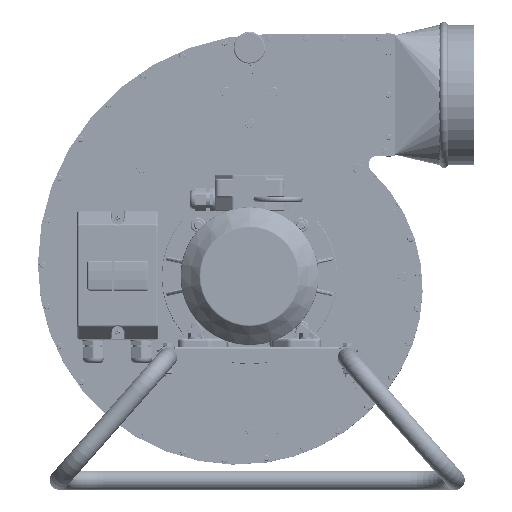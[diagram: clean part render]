
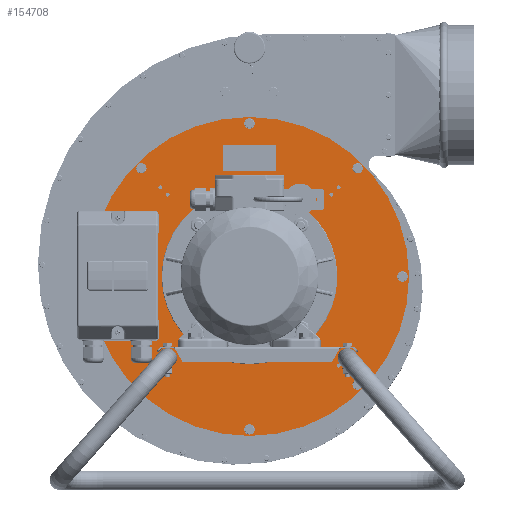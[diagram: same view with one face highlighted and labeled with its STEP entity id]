
A CAD part, top view. The second image highlights one B-rep face of the part: STEP entity #154708.
In plain terms, the highlighted planar face has unit normal (0, 0, 1).
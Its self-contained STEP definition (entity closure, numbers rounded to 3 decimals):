
#5896=FACE_BOUND('',#21423,.T.);
#5897=FACE_BOUND('',#21424,.T.);
#5898=FACE_BOUND('',#21425,.T.);
#5899=FACE_BOUND('',#21426,.T.);
#5900=FACE_BOUND('',#21427,.T.);
#5901=FACE_BOUND('',#21428,.T.);
#5902=FACE_BOUND('',#21429,.T.);
#5903=FACE_BOUND('',#21430,.T.);
#5904=FACE_BOUND('',#21431,.T.);
#5905=FACE_BOUND('',#21432,.T.);
#5906=FACE_BOUND('',#21433,.T.);
#5907=FACE_BOUND('',#21434,.T.);
#5908=FACE_BOUND('',#21435,.T.);
#5909=FACE_BOUND('',#21436,.T.);
#5910=FACE_BOUND('',#21437,.T.);
#5911=FACE_BOUND('',#21438,.T.);
#5912=FACE_BOUND('',#21439,.T.);
#5913=FACE_BOUND('',#21440,.T.);
#5914=FACE_BOUND('',#21441,.T.);
#5915=FACE_BOUND('',#21442,.T.);
#5916=FACE_BOUND('',#21443,.T.);
#7376=PLANE('',#163979);
#12433=FACE_OUTER_BOUND('',#21422,.T.);
#21422=EDGE_LOOP('',(#99457));
#21423=EDGE_LOOP('',(#99458));
#21424=EDGE_LOOP('',(#99459));
#21425=EDGE_LOOP('',(#99460));
#21426=EDGE_LOOP('',(#99461));
#21427=EDGE_LOOP('',(#99462));
#21428=EDGE_LOOP('',(#99463));
#21429=EDGE_LOOP('',(#99464));
#21430=EDGE_LOOP('',(#99465));
#21431=EDGE_LOOP('',(#99466));
#21432=EDGE_LOOP('',(#99467));
#21433=EDGE_LOOP('',(#99468));
#21434=EDGE_LOOP('',(#99469));
#21435=EDGE_LOOP('',(#99470));
#21436=EDGE_LOOP('',(#99471));
#21437=EDGE_LOOP('',(#99472));
#21438=EDGE_LOOP('',(#99473));
#21439=EDGE_LOOP('',(#99474));
#21440=EDGE_LOOP('',(#99475));
#21441=EDGE_LOOP('',(#99476));
#21442=EDGE_LOOP('',(#99477));
#21443=EDGE_LOOP('',(#99478));
#57225=CIRCLE('',#163914,2.15);
#57227=CIRCLE('',#163917,2.15);
#57229=CIRCLE('',#163920,2.15);
#57231=CIRCLE('',#163923,2.15);
#57233=CIRCLE('',#163926,2.15);
#57235=CIRCLE('',#163929,2.15);
#57237=CIRCLE('',#163932,2.15);
#57239=CIRCLE('',#163935,2.15);
#57241=CIRCLE('',#163938,3.25);
#57243=CIRCLE('',#163941,3.25);
#57245=CIRCLE('',#163944,3.25);
#57247=CIRCLE('',#163947,3.25);
#57249=CIRCLE('',#163950,3.25);
#57251=CIRCLE('',#163953,3.25);
#57253=CIRCLE('',#163956,3.25);
#57255=CIRCLE('',#163959,3.25);
#57257=CIRCLE('',#163962,5.5);
#57259=CIRCLE('',#163965,5.5);
#57261=CIRCLE('',#163968,5.5);
#57263=CIRCLE('',#163971,5.5);
#57265=CIRCLE('',#163974,65.25);
#57268=CIRCLE('',#163978,181.5);
#62972=VERTEX_POINT('',#218349);
#62974=VERTEX_POINT('',#218355);
#62976=VERTEX_POINT('',#218361);
#62978=VERTEX_POINT('',#218367);
#62980=VERTEX_POINT('',#218373);
#62982=VERTEX_POINT('',#218379);
#62984=VERTEX_POINT('',#218385);
#62986=VERTEX_POINT('',#218391);
#62988=VERTEX_POINT('',#218397);
#62990=VERTEX_POINT('',#218403);
#62992=VERTEX_POINT('',#218409);
#62994=VERTEX_POINT('',#218415);
#62996=VERTEX_POINT('',#218421);
#62998=VERTEX_POINT('',#218427);
#63000=VERTEX_POINT('',#218433);
#63002=VERTEX_POINT('',#218439);
#63004=VERTEX_POINT('',#218445);
#63006=VERTEX_POINT('',#218451);
#63008=VERTEX_POINT('',#218457);
#63010=VERTEX_POINT('',#218463);
#63012=VERTEX_POINT('',#218469);
#63015=VERTEX_POINT('',#218477);
#77282=EDGE_CURVE('',#62972,#62972,#57225,.T.);
#77285=EDGE_CURVE('',#62974,#62974,#57227,.T.);
#77288=EDGE_CURVE('',#62976,#62976,#57229,.T.);
#77291=EDGE_CURVE('',#62978,#62978,#57231,.T.);
#77294=EDGE_CURVE('',#62980,#62980,#57233,.T.);
#77297=EDGE_CURVE('',#62982,#62982,#57235,.T.);
#77300=EDGE_CURVE('',#62984,#62984,#57237,.T.);
#77303=EDGE_CURVE('',#62986,#62986,#57239,.T.);
#77306=EDGE_CURVE('',#62988,#62988,#57241,.T.);
#77309=EDGE_CURVE('',#62990,#62990,#57243,.T.);
#77312=EDGE_CURVE('',#62992,#62992,#57245,.T.);
#77315=EDGE_CURVE('',#62994,#62994,#57247,.T.);
#77318=EDGE_CURVE('',#62996,#62996,#57249,.T.);
#77321=EDGE_CURVE('',#62998,#62998,#57251,.T.);
#77324=EDGE_CURVE('',#63000,#63000,#57253,.T.);
#77327=EDGE_CURVE('',#63002,#63002,#57255,.T.);
#77330=EDGE_CURVE('',#63004,#63004,#57257,.T.);
#77333=EDGE_CURVE('',#63006,#63006,#57259,.T.);
#77336=EDGE_CURVE('',#63008,#63008,#57261,.T.);
#77339=EDGE_CURVE('',#63010,#63010,#57263,.T.);
#77342=EDGE_CURVE('',#63012,#63012,#57265,.T.);
#77347=EDGE_CURVE('',#63015,#63015,#57268,.T.);
#99457=ORIENTED_EDGE('',*,*,#77347,.F.);
#99458=ORIENTED_EDGE('',*,*,#77282,.T.);
#99459=ORIENTED_EDGE('',*,*,#77285,.T.);
#99460=ORIENTED_EDGE('',*,*,#77288,.T.);
#99461=ORIENTED_EDGE('',*,*,#77291,.T.);
#99462=ORIENTED_EDGE('',*,*,#77294,.T.);
#99463=ORIENTED_EDGE('',*,*,#77297,.T.);
#99464=ORIENTED_EDGE('',*,*,#77300,.T.);
#99465=ORIENTED_EDGE('',*,*,#77303,.T.);
#99466=ORIENTED_EDGE('',*,*,#77306,.T.);
#99467=ORIENTED_EDGE('',*,*,#77309,.T.);
#99468=ORIENTED_EDGE('',*,*,#77312,.T.);
#99469=ORIENTED_EDGE('',*,*,#77315,.T.);
#99470=ORIENTED_EDGE('',*,*,#77318,.T.);
#99471=ORIENTED_EDGE('',*,*,#77321,.T.);
#99472=ORIENTED_EDGE('',*,*,#77324,.T.);
#99473=ORIENTED_EDGE('',*,*,#77327,.T.);
#99474=ORIENTED_EDGE('',*,*,#77330,.T.);
#99475=ORIENTED_EDGE('',*,*,#77333,.T.);
#99476=ORIENTED_EDGE('',*,*,#77336,.T.);
#99477=ORIENTED_EDGE('',*,*,#77339,.T.);
#99478=ORIENTED_EDGE('',*,*,#77342,.T.);
#154708=ADVANCED_FACE('',(#12433,#5896,#5897,#5898,#5899,#5900,#5901,#5902,
#5903,#5904,#5905,#5906,#5907,#5908,#5909,#5910,#5911,#5912,#5913,#5914,
#5915,#5916),#7376,.F.);
#163914=AXIS2_PLACEMENT_3D('',#218350,#177835,#177836);
#163917=AXIS2_PLACEMENT_3D('',#218356,#177842,#177843);
#163920=AXIS2_PLACEMENT_3D('',#218362,#177849,#177850);
#163923=AXIS2_PLACEMENT_3D('',#218368,#177856,#177857);
#163926=AXIS2_PLACEMENT_3D('',#218374,#177863,#177864);
#163929=AXIS2_PLACEMENT_3D('',#218380,#177870,#177871);
#163932=AXIS2_PLACEMENT_3D('',#218386,#177877,#177878);
#163935=AXIS2_PLACEMENT_3D('',#218392,#177884,#177885);
#163938=AXIS2_PLACEMENT_3D('',#218398,#177891,#177892);
#163941=AXIS2_PLACEMENT_3D('',#218404,#177898,#177899);
#163944=AXIS2_PLACEMENT_3D('',#218410,#177905,#177906);
#163947=AXIS2_PLACEMENT_3D('',#218416,#177912,#177913);
#163950=AXIS2_PLACEMENT_3D('',#218422,#177919,#177920);
#163953=AXIS2_PLACEMENT_3D('',#218428,#177926,#177927);
#163956=AXIS2_PLACEMENT_3D('',#218434,#177933,#177934);
#163959=AXIS2_PLACEMENT_3D('',#218440,#177940,#177941);
#163962=AXIS2_PLACEMENT_3D('',#218446,#177947,#177948);
#163965=AXIS2_PLACEMENT_3D('',#218452,#177954,#177955);
#163968=AXIS2_PLACEMENT_3D('',#218458,#177961,#177962);
#163971=AXIS2_PLACEMENT_3D('',#218464,#177968,#177969);
#163974=AXIS2_PLACEMENT_3D('',#218470,#177975,#177976);
#163978=AXIS2_PLACEMENT_3D('',#218479,#177985,#177986);
#163979=AXIS2_PLACEMENT_3D('',#218480,#177987,#177988);
#177835=DIRECTION('center_axis',(0.,0.,-1.));
#177836=DIRECTION('ref_axis',(0.,1.,0.));
#177842=DIRECTION('center_axis',(0.,0.,-1.));
#177843=DIRECTION('ref_axis',(0.,1.,0.));
#177849=DIRECTION('center_axis',(0.,0.,-1.));
#177850=DIRECTION('ref_axis',(-1.,0.,0.));
#177856=DIRECTION('center_axis',(0.,0.,-1.));
#177857=DIRECTION('ref_axis',(-1.,0.,0.));
#177863=DIRECTION('center_axis',(0.,0.,-1.));
#177864=DIRECTION('ref_axis',(0.,-1.,0.));
#177870=DIRECTION('center_axis',(0.,0.,-1.));
#177871=DIRECTION('ref_axis',(0.,-1.,0.));
#177877=DIRECTION('center_axis',(0.,0.,-1.));
#177878=DIRECTION('ref_axis',(1.,0.,0.));
#177884=DIRECTION('center_axis',(0.,0.,-1.));
#177885=DIRECTION('ref_axis',(1.,0.,0.));
#177891=DIRECTION('center_axis',(0.,0.,-1.));
#177892=DIRECTION('ref_axis',(1.,0.,0.));
#177898=DIRECTION('center_axis',(0.,0.,-1.));
#177899=DIRECTION('ref_axis',(1.,0.,0.));
#177905=DIRECTION('center_axis',(0.,0.,-1.));
#177906=DIRECTION('ref_axis',(1.,0.,0.));
#177912=DIRECTION('center_axis',(0.,0.,-1.));
#177913=DIRECTION('ref_axis',(1.,0.,0.));
#177919=DIRECTION('center_axis',(0.,0.,-1.));
#177920=DIRECTION('ref_axis',(1.,0.,0.));
#177926=DIRECTION('center_axis',(0.,0.,-1.));
#177927=DIRECTION('ref_axis',(1.,0.,0.));
#177933=DIRECTION('center_axis',(0.,0.,-1.));
#177934=DIRECTION('ref_axis',(1.,0.,0.));
#177940=DIRECTION('center_axis',(0.,0.,-1.));
#177941=DIRECTION('ref_axis',(1.,0.,0.));
#177947=DIRECTION('center_axis',(0.,0.,-1.));
#177948=DIRECTION('ref_axis',(1.,0.,0.));
#177954=DIRECTION('center_axis',(0.,0.,-1.));
#177955=DIRECTION('ref_axis',(1.,0.,0.));
#177961=DIRECTION('center_axis',(0.,0.,-1.));
#177962=DIRECTION('ref_axis',(1.,0.,0.));
#177968=DIRECTION('center_axis',(0.,0.,-1.));
#177969=DIRECTION('ref_axis',(1.,0.,0.));
#177975=DIRECTION('center_axis',(0.,0.,-1.));
#177976=DIRECTION('ref_axis',(-1.,0.,0.));
#177985=DIRECTION('center_axis',(0.,0.,-1.));
#177986=DIRECTION('ref_axis',(-1.,0.,0.));
#177987=DIRECTION('center_axis',(0.,0.,-1.));
#177988=DIRECTION('ref_axis',(-1.,0.,0.));
#218349=CARTESIAN_POINT('',(92.985,-95.135,0.));
#218350=CARTESIAN_POINT('Origin',(92.985,-92.985,0.));
#218355=CARTESIAN_POINT('',(101.47,-103.62,0.));
#218356=CARTESIAN_POINT('Origin',(101.47,-101.47,0.));
#218361=CARTESIAN_POINT('',(95.135,92.985,0.));
#218362=CARTESIAN_POINT('Origin',(92.985,92.985,0.));
#218367=CARTESIAN_POINT('',(103.62,101.47,0.));
#218368=CARTESIAN_POINT('Origin',(101.47,101.47,0.));
#218373=CARTESIAN_POINT('',(-92.985,95.135,0.));
#218374=CARTESIAN_POINT('Origin',(-92.985,92.985,0.));
#218379=CARTESIAN_POINT('',(-101.47,103.62,0.));
#218380=CARTESIAN_POINT('Origin',(-101.47,101.47,0.));
#218385=CARTESIAN_POINT('',(-95.135,-92.985,0.));
#218386=CARTESIAN_POINT('Origin',(-92.985,-92.985,0.));
#218391=CARTESIAN_POINT('',(-103.62,-101.47,0.));
#218392=CARTESIAN_POINT('Origin',(-101.47,-101.47,0.));
#218397=CARTESIAN_POINT('',(170.75,0.,0.));
#218398=CARTESIAN_POINT('Origin',(174.,0.,0.));
#218403=CARTESIAN_POINT('',(-3.25,-174.,0.));
#218404=CARTESIAN_POINT('Origin',(0.,-174.,0.));
#218409=CARTESIAN_POINT('',(-177.25,0.,0.));
#218410=CARTESIAN_POINT('Origin',(-174.,0.,0.));
#218415=CARTESIAN_POINT('',(-3.25,174.,0.));
#218416=CARTESIAN_POINT('Origin',(0.,174.,0.));
#218421=CARTESIAN_POINT('',(-126.287,123.037,0.));
#218422=CARTESIAN_POINT('Origin',(-123.037,123.037,0.));
#218427=CARTESIAN_POINT('',(-126.287,-123.037,0.));
#218428=CARTESIAN_POINT('Origin',(-123.037,-123.037,0.));
#218433=CARTESIAN_POINT('',(119.787,-123.037,0.));
#218434=CARTESIAN_POINT('Origin',(123.037,-123.037,0.));
#218439=CARTESIAN_POINT('',(119.787,123.037,0.));
#218440=CARTESIAN_POINT('Origin',(123.037,123.037,0.));
#218445=CARTESIAN_POINT('',(52.836,-58.336,0.));
#218446=CARTESIAN_POINT('Origin',(58.336,-58.336,0.));
#218451=CARTESIAN_POINT('',(-63.836,58.336,0.));
#218452=CARTESIAN_POINT('Origin',(-58.336,58.336,0.));
#218457=CARTESIAN_POINT('',(-63.836,-58.336,0.));
#218458=CARTESIAN_POINT('Origin',(-58.336,-58.336,0.));
#218463=CARTESIAN_POINT('',(52.836,58.336,0.));
#218464=CARTESIAN_POINT('Origin',(58.336,58.336,0.));
#218469=CARTESIAN_POINT('',(65.25,0.,0.));
#218470=CARTESIAN_POINT('Origin',(0.,0.,0.));
#218477=CARTESIAN_POINT('',(181.5,0.,0.));
#218479=CARTESIAN_POINT('Origin',(0.,0.,0.));
#218480=CARTESIAN_POINT('Origin',(0.,0.,0.));
